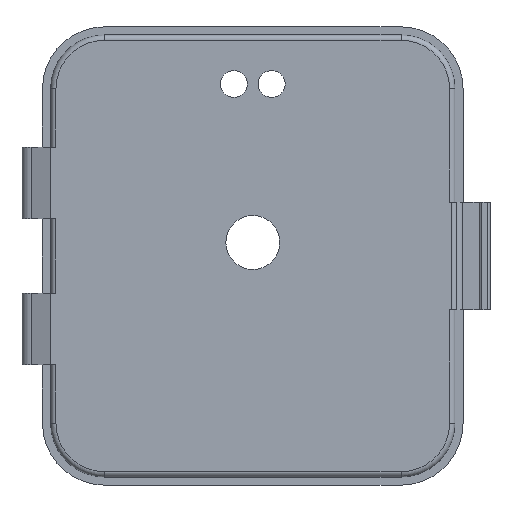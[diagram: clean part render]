
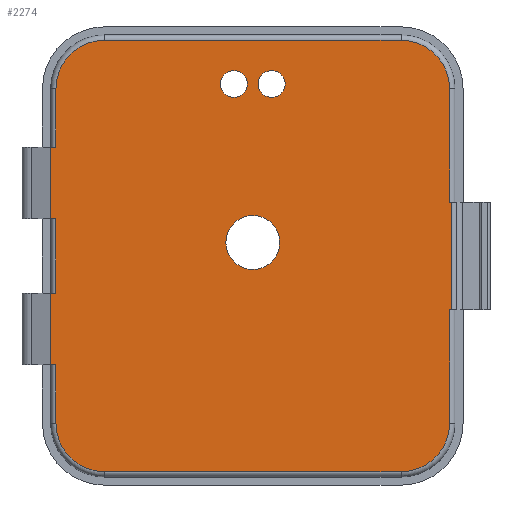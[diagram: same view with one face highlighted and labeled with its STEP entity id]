
A CAD part, top view. The second image highlights one B-rep face of the part: STEP entity #2274.
In plain terms, the highlighted planar face has unit normal (0, 0, 1).
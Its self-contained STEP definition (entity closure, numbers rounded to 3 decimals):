
#85=CIRCLE('',#2342,9.);
#89=CIRCLE('',#2348,9.);
#97=CIRCLE('',#2364,9.);
#101=CIRCLE('',#2370,9.);
#136=CIRCLE('',#2472,5.);
#137=CIRCLE('',#2474,2.5);
#138=CIRCLE('',#2476,2.5);
#151=FACE_BOUND('',#408,.T.);
#152=FACE_BOUND('',#409,.T.);
#153=FACE_BOUND('',#410,.T.);
#274=FACE_OUTER_BOUND('',#407,.T.);
#407=EDGE_LOOP('',(#2050,#2051,#2052,#2053,#2054,#2055,#2056,#2057,#2058,
#2059,#2060,#2061,#2062,#2063,#2064,#2065,#2066,#2067,#2068,#2069));
#408=EDGE_LOOP('',(#2070));
#409=EDGE_LOOP('',(#2071));
#410=EDGE_LOOP('',(#2072));
#511=LINE('',#3358,#754);
#516=LINE('',#3373,#759);
#519=LINE('',#3385,#762);
#528=LINE('',#3414,#771);
#529=LINE('',#3425,#772);
#531=LINE('',#3437,#774);
#543=LINE('',#3469,#786);
#544=LINE('',#3480,#787);
#546=LINE('',#3489,#789);
#558=LINE('',#3516,#801);
#561=LINE('',#3528,#804);
#564=LINE('',#3535,#807);
#574=LINE('',#3559,#817);
#577=LINE('',#3571,#820);
#580=LINE('',#3578,#823);
#636=LINE('',#3729,#879);
#754=VECTOR('',#2671,10.);
#759=VECTOR('',#2684,10.);
#762=VECTOR('',#2697,10.);
#771=VECTOR('',#2720,10.);
#772=VECTOR('',#2733,10.);
#774=VECTOR('',#2747,10.);
#786=VECTOR('',#2779,10.);
#787=VECTOR('',#2792,10.);
#789=VECTOR('',#2804,10.);
#801=VECTOR('',#2832,10.);
#804=VECTOR('',#2845,10.);
#807=VECTOR('',#2854,10.);
#817=VECTOR('',#2878,10.);
#820=VECTOR('',#2891,10.);
#823=VECTOR('',#2900,10.);
#879=VECTOR('',#3066,10.);
#983=VERTEX_POINT('',#3354);
#985=VERTEX_POINT('',#3357);
#990=VERTEX_POINT('',#3370);
#991=VERTEX_POINT('',#3372);
#995=VERTEX_POINT('',#3384);
#1005=VERTEX_POINT('',#3407);
#1008=VERTEX_POINT('',#3412);
#1010=VERTEX_POINT('',#3417);
#1012=VERTEX_POINT('',#3423);
#1014=VERTEX_POINT('',#3429);
#1015=VERTEX_POINT('',#3434);
#1023=VERTEX_POINT('',#3462);
#1026=VERTEX_POINT('',#3467);
#1028=VERTEX_POINT('',#3472);
#1030=VERTEX_POINT('',#3478);
#1032=VERTEX_POINT('',#3484);
#1039=VERTEX_POINT('',#3515);
#1043=VERTEX_POINT('',#3527);
#1051=VERTEX_POINT('',#3558);
#1055=VERTEX_POINT('',#3570);
#1106=VERTEX_POINT('',#3768);
#1107=VERTEX_POINT('',#3772);
#1108=VERTEX_POINT('',#3776);
#1221=EDGE_CURVE('',#983,#985,#511,.T.);
#1228=EDGE_CURVE('',#990,#991,#516,.T.);
#1234=EDGE_CURVE('',#991,#995,#519,.T.);
#1249=EDGE_CURVE('',#1008,#1005,#528,.T.);
#1251=EDGE_CURVE('',#1010,#1008,#85,.T.);
#1254=EDGE_CURVE('',#1012,#1010,#529,.T.);
#1257=EDGE_CURVE('',#1014,#1012,#89,.T.);
#1260=EDGE_CURVE('',#1015,#1014,#531,.T.);
#1276=EDGE_CURVE('',#1026,#1023,#543,.T.);
#1278=EDGE_CURVE('',#1028,#1026,#97,.T.);
#1281=EDGE_CURVE('',#1030,#1028,#544,.T.);
#1284=EDGE_CURVE('',#1032,#1030,#101,.T.);
#1286=EDGE_CURVE('',#995,#1032,#546,.T.);
#1300=EDGE_CURVE('',#1023,#1039,#558,.T.);
#1306=EDGE_CURVE('',#1043,#1039,#561,.T.);
#1310=EDGE_CURVE('',#1043,#983,#564,.T.);
#1322=EDGE_CURVE('',#985,#1051,#574,.T.);
#1328=EDGE_CURVE('',#1055,#1051,#577,.T.);
#1332=EDGE_CURVE('',#1055,#1015,#580,.T.);
#1407=EDGE_CURVE('',#1005,#990,#636,.T.);
#1427=EDGE_CURVE('',#1106,#1106,#136,.T.);
#1429=EDGE_CURVE('',#1107,#1107,#137,.T.);
#1431=EDGE_CURVE('',#1108,#1108,#138,.T.);
#2050=ORIENTED_EDGE('',*,*,#1310,.F.);
#2051=ORIENTED_EDGE('',*,*,#1306,.T.);
#2052=ORIENTED_EDGE('',*,*,#1300,.F.);
#2053=ORIENTED_EDGE('',*,*,#1276,.F.);
#2054=ORIENTED_EDGE('',*,*,#1278,.F.);
#2055=ORIENTED_EDGE('',*,*,#1281,.F.);
#2056=ORIENTED_EDGE('',*,*,#1284,.F.);
#2057=ORIENTED_EDGE('',*,*,#1286,.F.);
#2058=ORIENTED_EDGE('',*,*,#1234,.F.);
#2059=ORIENTED_EDGE('',*,*,#1228,.F.);
#2060=ORIENTED_EDGE('',*,*,#1407,.F.);
#2061=ORIENTED_EDGE('',*,*,#1249,.F.);
#2062=ORIENTED_EDGE('',*,*,#1251,.F.);
#2063=ORIENTED_EDGE('',*,*,#1254,.F.);
#2064=ORIENTED_EDGE('',*,*,#1257,.F.);
#2065=ORIENTED_EDGE('',*,*,#1260,.F.);
#2066=ORIENTED_EDGE('',*,*,#1332,.F.);
#2067=ORIENTED_EDGE('',*,*,#1328,.T.);
#2068=ORIENTED_EDGE('',*,*,#1322,.F.);
#2069=ORIENTED_EDGE('',*,*,#1221,.F.);
#2070=ORIENTED_EDGE('',*,*,#1427,.T.);
#2071=ORIENTED_EDGE('',*,*,#1429,.T.);
#2072=ORIENTED_EDGE('',*,*,#1431,.T.);
#2153=PLANE('',#2477);
#2274=ADVANCED_FACE('',(#274,#151,#152,#153),#2153,.T.);
#2342=AXIS2_PLACEMENT_3D('',#3419,#2725,#2726);
#2348=AXIS2_PLACEMENT_3D('',#3431,#2739,#2740);
#2364=AXIS2_PLACEMENT_3D('',#3474,#2784,#2785);
#2370=AXIS2_PLACEMENT_3D('',#3486,#2798,#2799);
#2472=AXIS2_PLACEMENT_3D('',#3770,#3110,#3111);
#2474=AXIS2_PLACEMENT_3D('',#3774,#3115,#3116);
#2476=AXIS2_PLACEMENT_3D('',#3778,#3120,#3121);
#2477=AXIS2_PLACEMENT_3D('',#3779,#3122,#3123);
#2671=DIRECTION('',(0.,1.,0.));
#2684=DIRECTION('',(0.,-1.,0.));
#2697=DIRECTION('',(-1.,0.,0.));
#2720=DIRECTION('',(0.,-1.,0.));
#2725=DIRECTION('center_axis',(0.,0.,-1.));
#2726=DIRECTION('ref_axis',(0.707,0.707,0.));
#2733=DIRECTION('',(1.,0.,0.));
#2739=DIRECTION('center_axis',(0.,0.,-1.));
#2740=DIRECTION('ref_axis',(-0.707,0.707,0.));
#2747=DIRECTION('',(0.,1.,0.));
#2779=DIRECTION('',(0.,1.,0.));
#2784=DIRECTION('center_axis',(0.,0.,-1.));
#2785=DIRECTION('ref_axis',(-0.707,-0.707,0.));
#2792=DIRECTION('',(-1.,0.,0.));
#2798=DIRECTION('center_axis',(0.,0.,-1.));
#2799=DIRECTION('ref_axis',(0.707,-0.707,0.));
#2804=DIRECTION('',(0.,-1.,0.));
#2832=DIRECTION('',(-1.,0.,0.));
#2845=DIRECTION('',(0.,-1.,0.));
#2854=DIRECTION('',(1.,0.,0.));
#2878=DIRECTION('',(-1.,0.,0.));
#2891=DIRECTION('',(0.,-1.,0.));
#2900=DIRECTION('',(1.,0.,0.));
#3066=DIRECTION('',(1.,0.,0.));
#3110=DIRECTION('center_axis',(0.,0.,-1.));
#3111=DIRECTION('ref_axis',(1.,0.,0.));
#3115=DIRECTION('center_axis',(0.,0.,-1.));
#3116=DIRECTION('ref_axis',(1.,0.,0.));
#3120=DIRECTION('center_axis',(0.,0.,-1.));
#3121=DIRECTION('ref_axis',(1.,0.,0.));
#3122=DIRECTION('center_axis',(0.,0.,1.));
#3123=DIRECTION('ref_axis',(1.,0.,0.));
#3354=CARTESIAN_POINT('',(-36.5,-6.9,3.));
#3357=CARTESIAN_POINT('',(-36.5,6.9,3.));
#3358=CARTESIAN_POINT('',(-36.5,15.5,3.));
#3370=CARTESIAN_POINT('',(36.914,10.,3.));
#3372=CARTESIAN_POINT('',(36.914,-10.,3.));
#3373=CARTESIAN_POINT('',(36.914,31.,3.));
#3384=CARTESIAN_POINT('',(36.5,-10.,3.));
#3385=CARTESIAN_POINT('',(20.375,-10.,3.));
#3407=CARTESIAN_POINT('',(36.5,10.,3.));
#3412=CARTESIAN_POINT('',(36.5,31.,3.));
#3414=CARTESIAN_POINT('',(36.5,-15.5,3.));
#3417=CARTESIAN_POINT('',(27.5,40.,3.));
#3419=CARTESIAN_POINT('Origin',(27.5,31.,3.));
#3423=CARTESIAN_POINT('',(-27.5,40.,3.));
#3425=CARTESIAN_POINT('',(13.75,40.,3.));
#3429=CARTESIAN_POINT('',(-36.5,31.,3.));
#3431=CARTESIAN_POINT('Origin',(-27.5,31.,3.));
#3434=CARTESIAN_POINT('',(-36.5,20.2,3.));
#3437=CARTESIAN_POINT('',(-36.5,15.5,3.));
#3462=CARTESIAN_POINT('',(-36.5,-20.2,3.));
#3467=CARTESIAN_POINT('',(-36.5,-31.,3.));
#3469=CARTESIAN_POINT('',(-36.5,15.5,3.));
#3472=CARTESIAN_POINT('',(-27.5,-40.,3.));
#3474=CARTESIAN_POINT('Origin',(-27.5,-31.,3.));
#3478=CARTESIAN_POINT('',(27.5,-40.,3.));
#3480=CARTESIAN_POINT('',(-13.75,-40.,3.));
#3484=CARTESIAN_POINT('',(36.5,-31.,3.));
#3486=CARTESIAN_POINT('Origin',(27.5,-31.,3.));
#3489=CARTESIAN_POINT('',(36.5,-15.5,3.));
#3515=CARTESIAN_POINT('',(-37.5,-20.2,3.));
#3516=CARTESIAN_POINT('',(-20.075,-20.2,3.));
#3527=CARTESIAN_POINT('',(-37.5,-6.9,3.));
#3528=CARTESIAN_POINT('',(-37.5,-31.,3.));
#3535=CARTESIAN_POINT('',(-20.075,-6.9,3.));
#3558=CARTESIAN_POINT('',(-37.5,6.9,3.));
#3559=CARTESIAN_POINT('',(-20.075,6.9,3.));
#3570=CARTESIAN_POINT('',(-37.5,20.2,3.));
#3571=CARTESIAN_POINT('',(-37.5,-31.,3.));
#3578=CARTESIAN_POINT('',(-20.075,20.2,3.));
#3729=CARTESIAN_POINT('',(20.375,10.,3.));
#3768=CARTESIAN_POINT('',(-5.,2.5,3.));
#3770=CARTESIAN_POINT('Origin',(0.,2.5,3.));
#3772=CARTESIAN_POINT('',(-6.,31.9,3.));
#3774=CARTESIAN_POINT('Origin',(-3.5,31.9,3.));
#3776=CARTESIAN_POINT('',(1.,31.9,3.));
#3778=CARTESIAN_POINT('Origin',(3.5,31.9,3.));
#3779=CARTESIAN_POINT('Origin',(0.,0.,3.));
